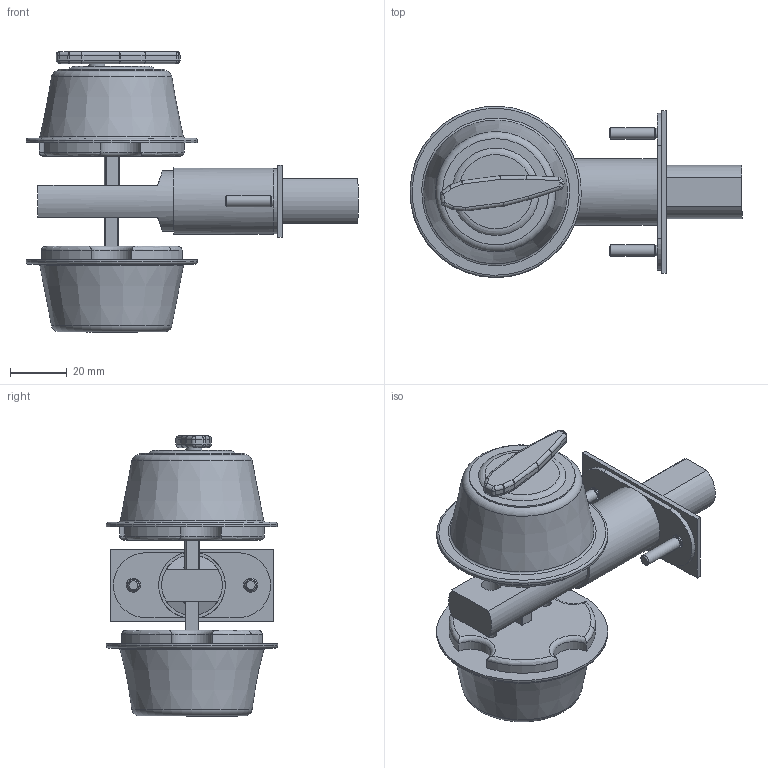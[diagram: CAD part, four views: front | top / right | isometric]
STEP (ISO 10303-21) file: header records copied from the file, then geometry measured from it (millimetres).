
FILE_DESCRIPTION(/* description */ (''),/* implementation_level */ '2;1');
FILE_NAME(/* name */ 'Assembly1.stp',/* time_stamp */ '2019-12-10T12:25:25+08:00',/* author */ ('MAMCL'),/* organization */ (''),/* preprocessor_version */ 'ST-DEVELOPER v16.13',/* originating_system */ 'Autodesk Inventor 2018',/* authorisation */ '');
FILE_SCHEMA (('AUTOMOTIVE_DESIGN { 1 0 10303 214 3 1 1 }'));
Length unit declared in the file: millimetre
Products named in the file (6): Assembly1; DeadBolt Lock; STP; ---; Deadbolt_Key_Side_CPY; ISO 7046-1  - M4 x 20 - 4.8 - Z
Assembly tree (6 placements, depth 3):
  Assembly1
    DeadBolt Lock
      STP
      ---
      Deadbolt_Key_Side_CPY
    ISO 7046-1  - M4 x 20 - 4.8 - Z  x2
Bounding box: 116.9 x 60.33 x 98.9 mm (x, y, z)
Volume: 144681.9 mm3; surface area: 34151.6 mm2
Topology: 5 solids, 6 shells, 352 faces, 828 edges, 510 vertices
Faces by surface type: plane 138, cylinder 89, cone 40, torus 33, sphere 28, bspline 24
Full cylindrical faces by diameter (mm): 3.571 x2, 4 x2, 4.039 x4, 4.978 x2, 5.621 x1, 6.985 x2, 8.4 x2, 11.248 x1, 17.894 x1, 21.336 x1, 23.444 x1, 37.355 x1, 60.325 x2
Entity records: 9414 total; most frequent: CARTESIAN_POINT 2128, DIRECTION 1433, ORIENTED_EDGE 1342, EDGE_CURVE 671, AXIS2_PLACEMENT_3D 555, VERTEX_POINT 430, EDGE_LOOP 379, LINE 323
